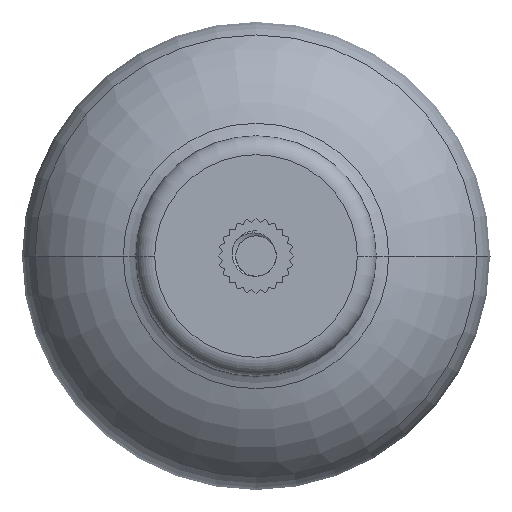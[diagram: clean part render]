
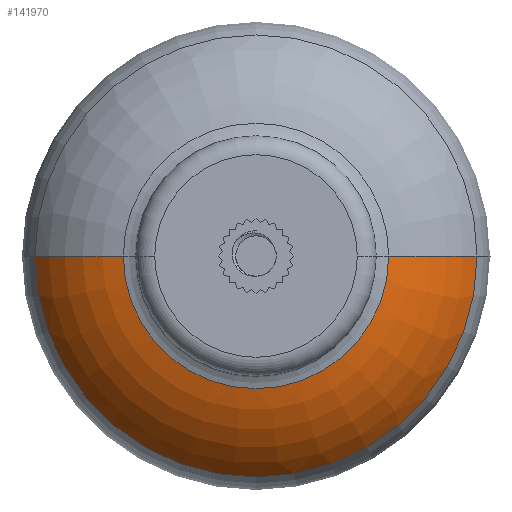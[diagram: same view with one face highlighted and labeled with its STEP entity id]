
A CAD part, front view. The second image highlights one B-rep face of the part: STEP entity #141970.
In plain terms, the highlighted toroidal (fillet/blend) face has major radius 7.385 mm and minor radius 12 mm.
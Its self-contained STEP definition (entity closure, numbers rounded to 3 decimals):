
#137330=CARTESIAN_POINT('',(17.455,14.465,0.));
#137340=VERTEX_POINT('',#137330);
#137430=CARTESIAN_POINT('',(-17.455,14.465,0.));
#137440=VERTEX_POINT('',#137430);
#137470=CARTESIAN_POINT('',(0.,14.465,0.));
#137480=DIRECTION('',(0.,1.,0.));
#137490=DIRECTION('',(-1.,0.,0.));
#137500=AXIS2_PLACEMENT_3D('',#137470,#137480,#137490);
#137510=CIRCLE('',#137500,17.455);
#137520=EDGE_CURVE('',#137340,#137440,#137510,.T.);
#141640=CARTESIAN_POINT('',(0.,20.991,0.));
#141650=DIRECTION('',(0.,1.,0.));
#141660=DIRECTION('',(-1.,0.,0.));
#141670=AXIS2_PLACEMENT_3D('',#141640,#141650,#141660);
#141680=DEGENERATE_TOROIDAL_SURFACE('',#141670,7.385,12.,.T.)
;
#141690=CARTESIAN_POINT('',(7.385,20.991,0.));
#141700=DIRECTION('',(0.,0.,-1.));
#141710=DIRECTION('',(-1.,0.,0.));
#141720=AXIS2_PLACEMENT_3D('',#141690,#141700,#141710);
#141730=CIRCLE('',#141720,12.);
#141740=CARTESIAN_POINT('',(10.477,9.397,0.));
#141750=VERTEX_POINT('',#141740);
#141760=EDGE_CURVE('',#137340,#141750,#141730,.T.);
#141770=ORIENTED_EDGE('',*,*,#141760,.T.);
#141780=ORIENTED_EDGE('',*,*,#137520,.F.);
#141790=CARTESIAN_POINT('',(-7.385,20.991,0.));
#141800=DIRECTION('',(0.,0.,1.));
#141810=DIRECTION('',(1.,0.,0.));
#141820=AXIS2_PLACEMENT_3D('',#141790,#141800,#141810);
#141830=CIRCLE('',#141820,12.);
#141840=CARTESIAN_POINT('',(-10.477,9.397,0.));
#141850=VERTEX_POINT('',#141840);
#141860=EDGE_CURVE('',#137440,#141850,#141830,.T.);
#141870=ORIENTED_EDGE('',*,*,#141860,.F.);
#141880=CARTESIAN_POINT('',(0.,9.397,0.));
#141890=DIRECTION('',(0.,1.,0.));
#141900=DIRECTION('',(-1.,0.,0.));
#141910=AXIS2_PLACEMENT_3D('',#141880,#141890,#141900);
#141920=CIRCLE('',#141910,10.477);
#141930=EDGE_CURVE('',#141750,#141850,#141920,.T.);
#141940=ORIENTED_EDGE('',*,*,#141930,.T.);
#141950=EDGE_LOOP('',(#141940,#141870,#141780,#141770));
#141960=FACE_OUTER_BOUND('',#141950,.T.);
#141970=ADVANCED_FACE('',(#141960),#141680,.T.);
